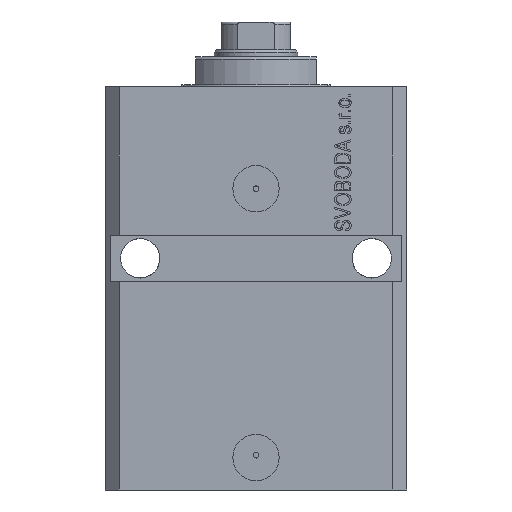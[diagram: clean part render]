
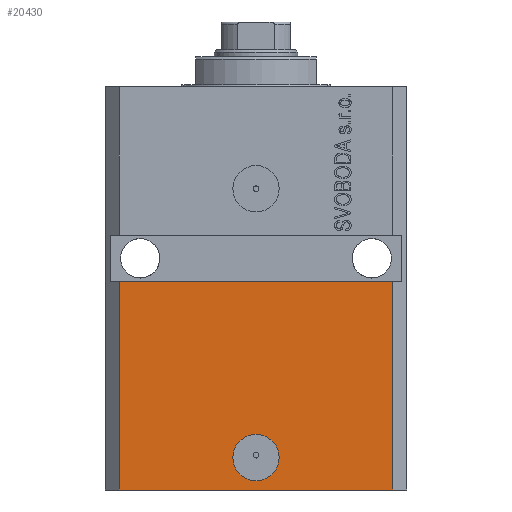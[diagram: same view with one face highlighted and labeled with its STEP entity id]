
A CAD part, front view. The second image highlights one B-rep face of the part: STEP entity #20430.
In plain terms, the highlighted planar face has unit normal (0, -1, 0).
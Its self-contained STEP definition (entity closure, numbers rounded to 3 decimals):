
#725 = VERTEX_POINT ( 'NONE', #44215 ) ;
#999 = CARTESIAN_POINT ( 'NONE',  ( -29.5, -22.5, -42. ) ) ;
#1377 = EDGE_CURVE ( 'NONE', #32825, #47096, #1864, .T. ) ;
#1864 = LINE ( 'NONE', #23351, #30735 ) ;
#1917 = ORIENTED_EDGE ( 'NONE', *, *, #11989, .F. ) ;
#2412 = ORIENTED_EDGE ( 'NONE', *, *, #1377, .F. ) ;
#3070 = AXIS2_PLACEMENT_3D ( 'NONE', #33836, #40997, #22887 ) ;
#4095 = DIRECTION ( 'NONE',  ( 1., 0., 0. ) ) ;
#4525 = ORIENTED_EDGE ( 'NONE', *, *, #34292, .T. ) ;
#4643 = DIRECTION ( 'NONE',  ( 1., 0., 0. ) ) ;
#4714 = DIRECTION ( 'NONE',  ( 0., 0., 1. ) ) ;
#8669 = EDGE_CURVE ( 'NONE', #11302, #725, #12740, .T. ) ;
#8734 = VECTOR ( 'NONE', #9612, 1000. ) ;
#9612 = DIRECTION ( 'NONE',  ( 0., 0., 1. ) ) ;
#9753 = DIRECTION ( 'NONE',  ( 1., 0., 0. ) ) ;
#11228 = CARTESIAN_POINT ( 'NONE',  ( 29.5, -22.5, -87. ) ) ;
#11302 = VERTEX_POINT ( 'NONE', #26626 ) ;
#11989 = EDGE_CURVE ( 'NONE', #725, #11302, #28048, .T. ) ;
#12740 = CIRCLE ( 'NONE', #31746, 5. ) ;
#12865 = CARTESIAN_POINT ( 'NONE',  ( 0., -22.5, -80. ) ) ;
#16198 = DIRECTION ( 'NONE',  ( 0., -1., 0. ) ) ;
#16299 = CARTESIAN_POINT ( 'NONE',  ( 29.5, -22.5, -87. ) ) ;
#17799 = EDGE_CURVE ( 'NONE', #47096, #36685, #43634, .T. ) ;
#18607 = CARTESIAN_POINT ( 'NONE',  ( -32.5, -22.5, -42. ) ) ;
#19795 = FACE_BOUND ( 'NONE', #36225, .T. ) ;
#20430 = ADVANCED_FACE ( 'NONE', ( #19795, #23848 ), #37416, .T. ) ;
#20533 = VECTOR ( 'NONE', #28630, 1000. ) ;
#22709 = DIRECTION ( 'NONE',  ( 0., -1., 0. ) ) ;
#22887 = DIRECTION ( 'NONE',  ( 1., 0., 0. ) ) ;
#23351 = CARTESIAN_POINT ( 'NONE',  ( -29.5, -22.5, -87. ) ) ;
#23520 = AXIS2_PLACEMENT_3D ( 'NONE', #26282, #22709, #4095 ) ;
#23848 = FACE_OUTER_BOUND ( 'NONE', #39053, .T. ) ;
#24753 = ORIENTED_EDGE ( 'NONE', *, *, #8669, .F. ) ;
#26142 = VECTOR ( 'NONE', #4643, 1000. ) ;
#26282 = CARTESIAN_POINT ( 'NONE',  ( 0., -22.5, -80. ) ) ;
#26626 = CARTESIAN_POINT ( 'NONE',  ( -5., -22.5, -80. ) ) ;
#28048 = CIRCLE ( 'NONE', #23520, 5. ) ;
#28630 = DIRECTION ( 'NONE',  ( 1., 0., 0. ) ) ;
#30735 = VECTOR ( 'NONE', #4714, 1000. ) ;
#30885 = LINE ( 'NONE', #45454, #26142 ) ;
#31102 = EDGE_CURVE ( 'NONE', #32825, #33511, #30885, .T. ) ;
#31746 = AXIS2_PLACEMENT_3D ( 'NONE', #12865, #16198, #9753 ) ;
#32825 = VERTEX_POINT ( 'NONE', #40939 ) ;
#33511 = VERTEX_POINT ( 'NONE', #11228 ) ;
#33836 = CARTESIAN_POINT ( 'NONE',  ( -29.5, -22.5, -87. ) ) ;
#34292 = EDGE_CURVE ( 'NONE', #33511, #36685, #41799, .T. ) ;
#35873 = CARTESIAN_POINT ( 'NONE',  ( 29.5, -22.5, -42. ) ) ;
#36225 = EDGE_LOOP ( 'NONE', ( #1917, #24753 ) ) ;
#36685 = VERTEX_POINT ( 'NONE', #35873 ) ;
#37416 = PLANE ( 'NONE',  #3070 ) ;
#37640 = ORIENTED_EDGE ( 'NONE', *, *, #31102, .T. ) ;
#39053 = EDGE_LOOP ( 'NONE', ( #42000, #2412, #37640, #4525 ) ) ;
#40939 = CARTESIAN_POINT ( 'NONE',  ( -29.5, -22.5, -87. ) ) ;
#40997 = DIRECTION ( 'NONE',  ( 0., -1., 0. ) ) ;
#41799 = LINE ( 'NONE', #16299, #8734 ) ;
#42000 = ORIENTED_EDGE ( 'NONE', *, *, #17799, .F. ) ;
#43634 = LINE ( 'NONE', #18607, #20533 ) ;
#44215 = CARTESIAN_POINT ( 'NONE',  ( 5., -22.5, -80. ) ) ;
#45454 = CARTESIAN_POINT ( 'NONE',  ( -29.5, -22.5, -87. ) ) ;
#47096 = VERTEX_POINT ( 'NONE', #999 ) ;
